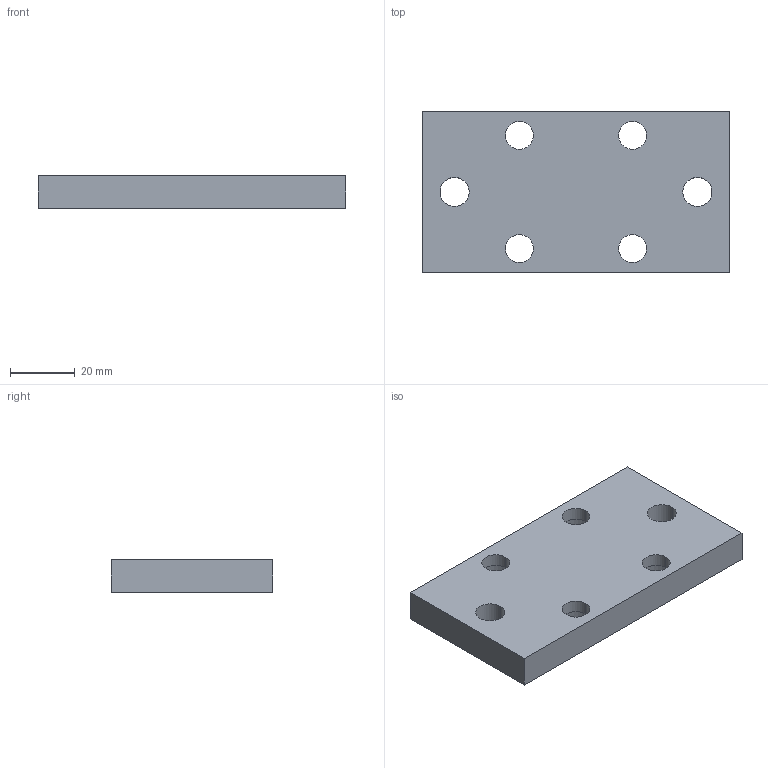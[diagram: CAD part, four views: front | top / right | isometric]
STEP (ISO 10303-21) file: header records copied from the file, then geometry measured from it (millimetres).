
FILE_DESCRIPTION(('Creo Elements/Direct Modeling STEP Export'),'2;1');
FILE_NAME('55.0235_Sockelplatte-MMS-55_95x50x10-(P-50-50).stp','2022-03-21T 8:07:44',(''),(''),'PTC Creo Elements/Direct Modeling STEP processor for AP214 (Solid Model)','PTC Creo Elements/Direct Modeling 19.0C 15-Aug-2015 (C) Parametric Technology GmbH','');
FILE_SCHEMA(('AUTOMOTIVE_DESIGN { 1 0 10303 214 1 1 1 1 }'));
Length unit declared in the file: millimetre
Products named in the file (2): Sockelplatte-MMS-55_95x50x10-P-50-50_55.0235_PX176215
Assembly tree (1 placements, depth 2):
  Sockelplatte-MMS-55_95x50x10-P-50-50_55.0235_PX176215
    Sockelplatte-MMS-55_95x50x10-P-50-50_55.0235_PX176215
Bounding box: 95 x 50 x 10 mm (x, y, z)
Volume: 41603.7 mm3; surface area: 13734.2 mm2
Topology: 1 solids, 1 shells, 30 faces, 72 edges, 48 vertices
Faces by surface type: cylinder 20, plane 10
Entity records: 865 total; most frequent: ORIENTED_EDGE 144, DIRECTION 136, CARTESIAN_POINT 132, EDGE_CURVE 72, AXIS2_PLACEMENT_3D 52, VERTEX_POINT 48, EDGE_LOOP 46, VECTOR 32
